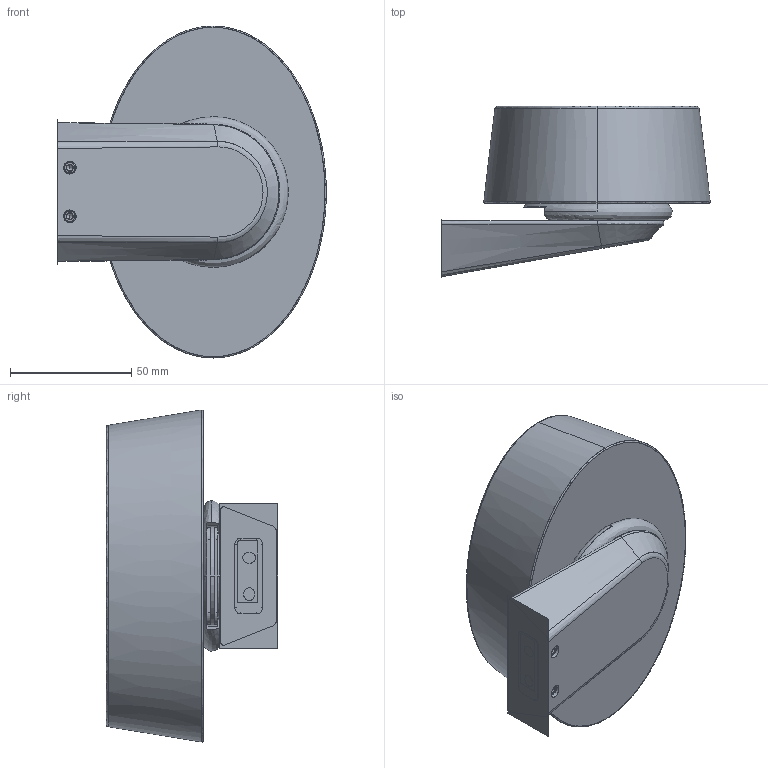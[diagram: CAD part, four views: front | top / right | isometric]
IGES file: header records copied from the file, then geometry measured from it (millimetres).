
Start section:  PTC IGES file: 45401_igs.igs
Global section: file name: 45401_igs.igs; native system: Pro/ENGINEER by Parametric Technology Corporation; preprocessor: 2010040; author: gnicolini; organization: Unknown; date: 20140307.165050; units: millimetre
Bounding box: 110.69 x 70.66 x 136.82 mm (x, y, z)
Surface area: 65114 mm2 (no closed solid volume)
Topology: 0 solids, 0 shells, 165 faces, 792 edges, 800 vertices
Faces by surface type: bspline 165
